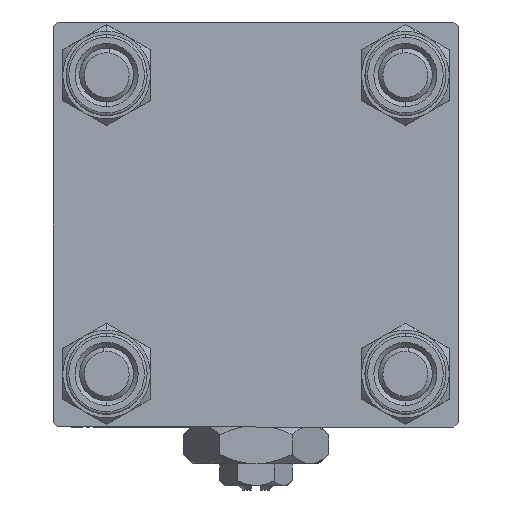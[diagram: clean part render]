
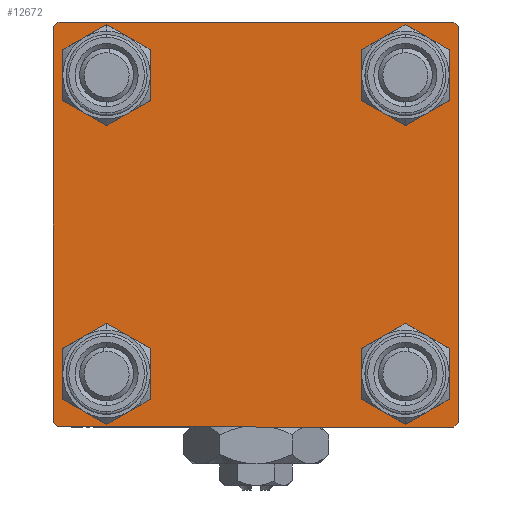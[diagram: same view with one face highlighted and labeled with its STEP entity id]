
A CAD part, left-side view. The second image highlights one B-rep face of the part: STEP entity #12672.
In plain terms, the highlighted planar face has unit normal (-1, 0, 0).
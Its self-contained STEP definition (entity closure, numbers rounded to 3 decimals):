
#66 = CARTESIAN_POINT ( 'NONE',  ( 0., -22.5, 22. ) ) ;
#322 = ORIENTED_EDGE ( 'NONE', *, *, #21091, .T. ) ;
#956 = DIRECTION ( 'NONE',  ( 1., 0., 0. ) ) ;
#1329 = AXIS2_PLACEMENT_3D ( 'NONE', #41066, #956, #36569 ) ;
#1413 = VECTOR ( 'NONE', #41019, 1000. ) ;
#1422 = DIRECTION ( 'NONE',  ( 1., 0., 0. ) ) ;
#1470 = VERTEX_POINT ( 'NONE', #20102 ) ;
#1719 = VERTEX_POINT ( 'NONE', #51710 ) ;
#1890 = VERTEX_POINT ( 'NONE', #36897 ) ;
#1924 = ORIENTED_EDGE ( 'NONE', *, *, #39966, .T. ) ;
#1944 = CARTESIAN_POINT ( 'NONE',  ( 0., 22.5, -22. ) ) ;
#2402 = EDGE_LOOP ( 'NONE', ( #7713, #48712 ) ) ;
#2885 = ORIENTED_EDGE ( 'NONE', *, *, #9844, .T. ) ;
#3311 = FACE_BOUND ( 'NONE', #33354, .T. ) ;
#3972 = VECTOR ( 'NONE', #40673, 1000. ) ;
#4646 = CIRCLE ( 'NONE', #32443, 3.5 ) ;
#4789 = CARTESIAN_POINT ( 'NONE',  ( 0., -22.25, 22.25 ) ) ;
#5070 = ORIENTED_EDGE ( 'NONE', *, *, #48245, .F. ) ;
#5345 = CARTESIAN_POINT ( 'NONE',  ( 0., -22.25, -22.25 ) ) ;
#5992 = VERTEX_POINT ( 'NONE', #13061 ) ;
#6099 = EDGE_LOOP ( 'NONE', ( #19301, #1924, #322, #2885, #13500, #34798, #5070, #19243 ) ) ;
#6310 = DIRECTION ( 'NONE',  ( 1., 0., 0. ) ) ;
#6395 = AXIS2_PLACEMENT_3D ( 'NONE', #30750, #41860, #46843 ) ;
#6477 = PLANE ( 'NONE',  #49322 ) ;
#6987 = FACE_BOUND ( 'NONE', #2402, .T. ) ;
#7316 = DIRECTION ( 'NONE',  ( 1., 0., 0. ) ) ;
#7713 = ORIENTED_EDGE ( 'NONE', *, *, #43765, .T. ) ;
#9102 = ORIENTED_EDGE ( 'NONE', *, *, #43616, .T. ) ;
#9320 = VERTEX_POINT ( 'NONE', #30752 ) ;
#9844 = EDGE_CURVE ( 'NONE', #1890, #38402, #22223, .T. ) ;
#10419 = FACE_BOUND ( 'NONE', #37297, .T. ) ;
#10689 = FACE_BOUND ( 'NONE', #40969, .T. ) ;
#10834 = CARTESIAN_POINT ( 'NONE',  ( 0., 22.5, -22.5 ) ) ;
#10929 = EDGE_CURVE ( 'NONE', #49606, #23043, #29320, .T. ) ;
#11160 = EDGE_CURVE ( 'NONE', #49606, #38402, #50929, .T. ) ;
#11321 = DIRECTION ( 'NONE',  ( 0., 0., -1. ) ) ;
#12198 = VERTEX_POINT ( 'NONE', #35299 ) ;
#12672 = ADVANCED_FACE ( 'NONE', ( #6987, #10689, #10419, #3311, #42629 ), #6477, .T. ) ;
#12920 = VERTEX_POINT ( 'NONE', #1944 ) ;
#13061 = CARTESIAN_POINT ( 'NONE',  ( 0., 22., 22.5 ) ) ;
#13500 = ORIENTED_EDGE ( 'NONE', *, *, #11160, .F. ) ;
#14022 = EDGE_CURVE ( 'NONE', #1719, #47872, #34898, .T. ) ;
#14454 = EDGE_CURVE ( 'NONE', #5992, #49421, #42387, .T. ) ;
#14858 = AXIS2_PLACEMENT_3D ( 'NONE', #19996, #7316, #19474 ) ;
#15009 = ORIENTED_EDGE ( 'NONE', *, *, #17905, .T. ) ;
#15517 = VECTOR ( 'NONE', #39305, 1000. ) ;
#15699 = LINE ( 'NONE', #47897, #1413 ) ;
#16990 = CARTESIAN_POINT ( 'NONE',  ( 0., -16.6, -16.6 ) ) ;
#17905 = EDGE_CURVE ( 'NONE', #12198, #21458, #47646, .T. ) ;
#17926 = ORIENTED_EDGE ( 'NONE', *, *, #19175, .T. ) ;
#18147 = VECTOR ( 'NONE', #18901, 1000. ) ;
#18364 = ORIENTED_EDGE ( 'NONE', *, *, #50105, .T. ) ;
#18799 = EDGE_CURVE ( 'NONE', #39935, #9320, #33366, .T. ) ;
#18901 = DIRECTION ( 'NONE',  ( 0., 0.707, -0.707 ) ) ;
#19175 = EDGE_CURVE ( 'NONE', #21458, #12198, #43514, .T. ) ;
#19243 = ORIENTED_EDGE ( 'NONE', *, *, #14454, .T. ) ;
#19301 = ORIENTED_EDGE ( 'NONE', *, *, #19648, .T. ) ;
#19474 = DIRECTION ( 'NONE',  ( 0., 0., 1. ) ) ;
#19648 = EDGE_CURVE ( 'NONE', #49421, #12920, #36585, .T. ) ;
#19660 = EDGE_CURVE ( 'NONE', #27421, #1470, #23288, .T. ) ;
#19816 = VECTOR ( 'NONE', #50457, 1000. ) ;
#19996 = CARTESIAN_POINT ( 'NONE',  ( 0., 16.6, 16.6 ) ) ;
#20102 = CARTESIAN_POINT ( 'NONE',  ( 0., 16.6, 20.1 ) ) ;
#20447 = DIRECTION ( 'NONE',  ( 0., 0., 1. ) ) ;
#21035 = DIRECTION ( 'NONE',  ( 1., 0., 0. ) ) ;
#21091 = EDGE_CURVE ( 'NONE', #25898, #1890, #51236, .T. ) ;
#21458 = VERTEX_POINT ( 'NONE', #50640 ) ;
#22223 = LINE ( 'NONE', #5345, #19816 ) ;
#22421 = DIRECTION ( 'NONE',  ( 0., 0., 1. ) ) ;
#22587 = DIRECTION ( 'NONE',  ( 0., 0., 1. ) ) ;
#22947 = CARTESIAN_POINT ( 'NONE',  ( 0., -16.6, 16.6 ) ) ;
#23043 = VERTEX_POINT ( 'NONE', #27224 ) ;
#23102 = DIRECTION ( 'NONE',  ( -1., 0., 0. ) ) ;
#23288 = CIRCLE ( 'NONE', #14858, 3.5 ) ;
#23524 = DIRECTION ( 'NONE',  ( 0., 0., 1. ) ) ;
#24982 = AXIS2_PLACEMENT_3D ( 'NONE', #16990, #1422, #20447 ) ;
#25898 = VERTEX_POINT ( 'NONE', #34172 ) ;
#26042 = CARTESIAN_POINT ( 'NONE',  ( 0., 22.25, 22.25 ) ) ;
#26677 = DIRECTION ( 'NONE',  ( 0., -1., 0. ) ) ;
#27224 = CARTESIAN_POINT ( 'NONE',  ( 0., -22., 22.5 ) ) ;
#27421 = VERTEX_POINT ( 'NONE', #30357 ) ;
#27466 = AXIS2_PLACEMENT_3D ( 'NONE', #37630, #21035, #33659 ) ;
#28156 = CARTESIAN_POINT ( 'NONE',  ( 0., 22.5, 22.5 ) ) ;
#29320 = LINE ( 'NONE', #4789, #3972 ) ;
#29811 = CARTESIAN_POINT ( 'NONE',  ( 0., 16.6, -16.6 ) ) ;
#30357 = CARTESIAN_POINT ( 'NONE',  ( 0., 16.6, 13.1 ) ) ;
#30750 = CARTESIAN_POINT ( 'NONE',  ( 0., 16.6, 16.6 ) ) ;
#30752 = CARTESIAN_POINT ( 'NONE',  ( 0., -16.6, 20.1 ) ) ;
#30753 = CARTESIAN_POINT ( 'NONE',  ( 0., 0., 0. ) ) ;
#30862 = CARTESIAN_POINT ( 'NONE',  ( 0., 22.25, -22.25 ) ) ;
#30882 = VECTOR ( 'NONE', #32368, 1000. ) ;
#32368 = DIRECTION ( 'NONE',  ( 0., 0., -1. ) ) ;
#32443 = AXIS2_PLACEMENT_3D ( 'NONE', #22947, #6310, #22421 ) ;
#33354 = EDGE_LOOP ( 'NONE', ( #18364, #51273 ) ) ;
#33366 = CIRCLE ( 'NONE', #27466, 3.5 ) ;
#33377 = CIRCLE ( 'NONE', #6395, 3.5 ) ;
#33659 = DIRECTION ( 'NONE',  ( 0., 0., 1. ) ) ;
#34172 = CARTESIAN_POINT ( 'NONE',  ( 0., 22., -22.5 ) ) ;
#34508 = CARTESIAN_POINT ( 'NONE',  ( 0., 16.6, -20.1 ) ) ;
#34798 = ORIENTED_EDGE ( 'NONE', *, *, #10929, .T. ) ;
#34898 = CIRCLE ( 'NONE', #42595, 3.5 ) ;
#35299 = CARTESIAN_POINT ( 'NONE',  ( 0., -16.6, -13.1 ) ) ;
#36569 = DIRECTION ( 'NONE',  ( 0., 0., 1. ) ) ;
#36585 = LINE ( 'NONE', #28156, #30882 ) ;
#36897 = CARTESIAN_POINT ( 'NONE',  ( 0., -22., -22.5 ) ) ;
#37297 = EDGE_LOOP ( 'NONE', ( #44821, #9102 ) ) ;
#37500 = AXIS2_PLACEMENT_3D ( 'NONE', #29811, #49627, #40921 ) ;
#37630 = CARTESIAN_POINT ( 'NONE',  ( 0., -16.6, 16.6 ) ) ;
#38402 = VERTEX_POINT ( 'NONE', #46797 ) ;
#39305 = DIRECTION ( 'NONE',  ( 0., -0.707, -0.707 ) ) ;
#39935 = VERTEX_POINT ( 'NONE', #50920 ) ;
#39966 = EDGE_CURVE ( 'NONE', #12920, #25898, #43253, .T. ) ;
#40398 = CARTESIAN_POINT ( 'NONE',  ( 0., 16.6, -16.6 ) ) ;
#40673 = DIRECTION ( 'NONE',  ( 0., 0.707, 0.707 ) ) ;
#40744 = CARTESIAN_POINT ( 'NONE',  ( 0., 22.5, 22. ) ) ;
#40921 = DIRECTION ( 'NONE',  ( 0., 0., 1. ) ) ;
#40969 = EDGE_LOOP ( 'NONE', ( #15009, #17926 ) ) ;
#41019 = DIRECTION ( 'NONE',  ( 0., -1., 0. ) ) ;
#41066 = CARTESIAN_POINT ( 'NONE',  ( 0., -16.6, -16.6 ) ) ;
#41860 = DIRECTION ( 'NONE',  ( 1., 0., 0. ) ) ;
#42387 = LINE ( 'NONE', #26042, #18147 ) ;
#42595 = AXIS2_PLACEMENT_3D ( 'NONE', #40398, #48574, #23524 ) ;
#42629 = FACE_OUTER_BOUND ( 'NONE', #6099, .T. ) ;
#43253 = LINE ( 'NONE', #30862, #15517 ) ;
#43399 = CIRCLE ( 'NONE', #37500, 3.5 ) ;
#43514 = CIRCLE ( 'NONE', #24982, 3.5 ) ;
#43616 = EDGE_CURVE ( 'NONE', #47872, #1719, #43399, .T. ) ;
#43765 = EDGE_CURVE ( 'NONE', #9320, #39935, #4646, .T. ) ;
#44821 = ORIENTED_EDGE ( 'NONE', *, *, #14022, .T. ) ;
#46797 = CARTESIAN_POINT ( 'NONE',  ( 0., -22.5, -22. ) ) ;
#46843 = DIRECTION ( 'NONE',  ( 0., 0., 1. ) ) ;
#46918 = VECTOR ( 'NONE', #26677, 1000. ) ;
#46962 = CARTESIAN_POINT ( 'NONE',  ( 0., -22.5, 22.5 ) ) ;
#47646 = CIRCLE ( 'NONE', #1329, 3.5 ) ;
#47872 = VERTEX_POINT ( 'NONE', #34508 ) ;
#47897 = CARTESIAN_POINT ( 'NONE',  ( 0., 22.5, 22.5 ) ) ;
#48245 = EDGE_CURVE ( 'NONE', #5992, #23043, #15699, .T. ) ;
#48574 = DIRECTION ( 'NONE',  ( 1., 0., 0. ) ) ;
#48609 = VECTOR ( 'NONE', #11321, 1000. ) ;
#48712 = ORIENTED_EDGE ( 'NONE', *, *, #18799, .T. ) ;
#49322 = AXIS2_PLACEMENT_3D ( 'NONE', #30753, #23102, #22587 ) ;
#49421 = VERTEX_POINT ( 'NONE', #40744 ) ;
#49606 = VERTEX_POINT ( 'NONE', #66 ) ;
#49627 = DIRECTION ( 'NONE',  ( 1., 0., 0. ) ) ;
#50105 = EDGE_CURVE ( 'NONE', #1470, #27421, #33377, .T. ) ;
#50457 = DIRECTION ( 'NONE',  ( 0., -0.707, 0.707 ) ) ;
#50640 = CARTESIAN_POINT ( 'NONE',  ( 0., -16.6, -20.1 ) ) ;
#50920 = CARTESIAN_POINT ( 'NONE',  ( 0., -16.6, 13.1 ) ) ;
#50929 = LINE ( 'NONE', #46962, #48609 ) ;
#51236 = LINE ( 'NONE', #10834, #46918 ) ;
#51273 = ORIENTED_EDGE ( 'NONE', *, *, #19660, .T. ) ;
#51710 = CARTESIAN_POINT ( 'NONE',  ( 0., 16.6, -13.1 ) ) ;
